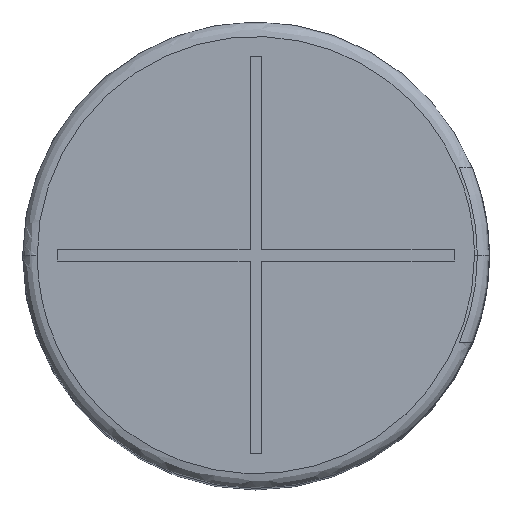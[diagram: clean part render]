
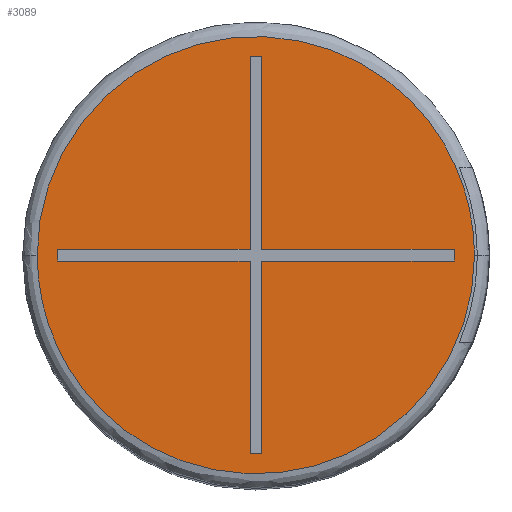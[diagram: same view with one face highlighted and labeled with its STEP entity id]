
A CAD part, top view. The second image highlights one B-rep face of the part: STEP entity #3089.
In plain terms, the highlighted planar face has unit normal (0, 0, 1).
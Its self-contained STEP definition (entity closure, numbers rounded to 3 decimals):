
#37 = VECTOR ( 'NONE', #2875, 1000. ) ;
#38 = CARTESIAN_POINT ( 'NONE',  ( 0., 6.8, 32. ) ) ;
#60 = CARTESIAN_POINT ( 'NONE',  ( -7.5, 15., 32. ) ) ;
#109 = LINE ( 'NONE', #2461, #4362 ) ;
#175 = EDGE_CURVE ( 'NONE', #3910, #1030, #3757, .T. ) ;
#206 = VERTEX_POINT ( 'NONE', #2466 ) ;
#236 = VECTOR ( 'NONE', #1374, 1000. ) ;
#239 = VECTOR ( 'NONE', #1800, 1000. ) ;
#253 = VECTOR ( 'NONE', #3548, 1000. ) ;
#254 = VERTEX_POINT ( 'NONE', #3952 ) ;
#270 = CARTESIAN_POINT ( 'NONE',  ( 0.2, 0., 32. ) ) ;
#316 = CARTESIAN_POINT ( 'NONE',  ( -6.8, 0.2, 32. ) ) ;
#324 = VERTEX_POINT ( 'NONE', #1613 ) ;
#368 = VERTEX_POINT ( 'NONE', #3558 ) ;
#422 = EDGE_CURVE ( 'NONE', #206, #254, #2034, .T. ) ;
#453 = CARTESIAN_POINT ( 'NONE',  ( -0.2, 0., 32. ) ) ;
#467 = CARTESIAN_POINT ( 'NONE',  ( 6.8, 0., 32. ) ) ;
#490 = CARTESIAN_POINT ( 'NONE',  ( -7.5, 0., 32. ) ) ;
#510 = DIRECTION ( 'NONE',  ( -1., 0., 0. ) ) ;
#527 = EDGE_CURVE ( 'NONE', #1030, #3910, #764, .T. ) ;
#588 = PLANE ( 'NONE',  #963 ) ;
#600 = LINE ( 'NONE', #270, #827 ) ;
#641 = VERTEX_POINT ( 'NONE', #316 ) ;
#663 = CARTESIAN_POINT ( 'NONE',  ( 0.2, 0., 32. ) ) ;
#727 = EDGE_LOOP ( 'NONE', ( #4331, #2801 ) ) ;
#764 =( BOUNDED_CURVE ( )  B_SPLINE_CURVE ( 3, ( #3075, #60, #1467, #2756 ),
 .UNSPECIFIED., .F., .T. ) 
 B_SPLINE_CURVE_WITH_KNOTS ( ( 4, 4 ),
 ( 0.5, 1. ),
 .UNSPECIFIED. ) 
 CURVE ( )  GEOMETRIC_REPRESENTATION_ITEM ( )  RATIONAL_B_SPLINE_CURVE ( ( 1., 0.333, 0.333, 1. ) ) 
 REPRESENTATION_ITEM ( '' )  );
#770 = VERTEX_POINT ( 'NONE', #3019 ) ;
#827 = VECTOR ( 'NONE', #2537, 1000. ) ;
#834 = LINE ( 'NONE', #3592, #253 ) ;
#840 = ORIENTED_EDGE ( 'NONE', *, *, #2928, .F. ) ;
#885 = FACE_BOUND ( 'NONE', #3524, .T. ) ;
#963 = AXIS2_PLACEMENT_3D ( 'NONE', #4012, #3641, #3292 ) ;
#972 = LINE ( 'NONE', #3538, #4156 ) ;
#1030 = VERTEX_POINT ( 'NONE', #4059 ) ;
#1054 = ORIENTED_EDGE ( 'NONE', *, *, #4146, .F. ) ;
#1074 = ORIENTED_EDGE ( 'NONE', *, *, #1094, .F. ) ;
#1094 = EDGE_CURVE ( 'NONE', #3024, #1333, #1422, .T. ) ;
#1144 = VERTEX_POINT ( 'NONE', #3489 ) ;
#1152 = CARTESIAN_POINT ( 'NONE',  ( 7.5, 0., 32. ) ) ;
#1264 = ORIENTED_EDGE ( 'NONE', *, *, #3219, .F. ) ;
#1328 = ORIENTED_EDGE ( 'NONE', *, *, #2644, .F. ) ;
#1333 = VERTEX_POINT ( 'NONE', #1448 ) ;
#1338 = ORIENTED_EDGE ( 'NONE', *, *, #2981, .F. ) ;
#1374 = DIRECTION ( 'NONE',  ( -1., 0., 0. ) ) ;
#1422 = LINE ( 'NONE', #467, #3187 ) ;
#1437 = ORIENTED_EDGE ( 'NONE', *, *, #2005, .F. ) ;
#1442 = CARTESIAN_POINT ( 'NONE',  ( 7.5, 0., 32. ) ) ;
#1448 = CARTESIAN_POINT ( 'NONE',  ( 6.8, 0.2, 32. ) ) ;
#1467 = CARTESIAN_POINT ( 'NONE',  ( 7.5, 15., 32. ) ) ;
#1492 = VERTEX_POINT ( 'NONE', #2856 ) ;
#1520 = VECTOR ( 'NONE', #3277, 1000. ) ;
#1535 = LINE ( 'NONE', #2188, #37 ) ;
#1613 = CARTESIAN_POINT ( 'NONE',  ( -0.2, -0.2, 32. ) ) ;
#1676 = DIRECTION ( 'NONE',  ( 0., 1., 0. ) ) ;
#1692 = EDGE_CURVE ( 'NONE', #324, #1144, #3409, .T. ) ;
#1800 = DIRECTION ( 'NONE',  ( 0., -1., 0. ) ) ;
#2005 = EDGE_CURVE ( 'NONE', #641, #3591, #4139, .T. ) ;
#2023 = CARTESIAN_POINT ( 'NONE',  ( -6.8, -0.2, 32. ) ) ;
#2034 = LINE ( 'NONE', #38, #236 ) ;
#2081 = ORIENTED_EDGE ( 'NONE', *, *, #3391, .F. ) ;
#2110 = DIRECTION ( 'NONE',  ( 0., 1., 0. ) ) ;
#2120 = ORIENTED_EDGE ( 'NONE', *, *, #4298, .F. ) ;
#2155 = CARTESIAN_POINT ( 'NONE',  ( 6.8, -0.2, 32. ) ) ;
#2188 = CARTESIAN_POINT ( 'NONE',  ( 0., -0.2, 32. ) ) ;
#2219 = FACE_OUTER_BOUND ( 'NONE', #727, .T. ) ;
#2268 = LINE ( 'NONE', #3192, #3207 ) ;
#2416 = DIRECTION ( 'NONE',  ( 0., -1., 0. ) ) ;
#2461 = CARTESIAN_POINT ( 'NONE',  ( 0., -6.8, 32. ) ) ;
#2463 = ORIENTED_EDGE ( 'NONE', *, *, #1692, .F. ) ;
#2466 = CARTESIAN_POINT ( 'NONE',  ( 0.2, 6.8, 32. ) ) ;
#2525 = EDGE_CURVE ( 'NONE', #3444, #641, #3976, .T. ) ;
#2537 = DIRECTION ( 'NONE',  ( 0., 1., 0. ) ) ;
#2644 = EDGE_CURVE ( 'NONE', #770, #3024, #1535, .T. ) ;
#2756 = CARTESIAN_POINT ( 'NONE',  ( 7.5, 0., 32. ) ) ;
#2801 = ORIENTED_EDGE ( 'NONE', *, *, #527, .F. ) ;
#2856 = CARTESIAN_POINT ( 'NONE',  ( 0.2, -6.8, 32. ) ) ;
#2865 = DIRECTION ( 'NONE',  ( 1., 0., 0. ) ) ;
#2875 = DIRECTION ( 'NONE',  ( 1., 0., 0. ) ) ;
#2928 = EDGE_CURVE ( 'NONE', #3591, #324, #2268, .T. ) ;
#2981 = EDGE_CURVE ( 'NONE', #368, #206, #4037, .T. ) ;
#3019 = CARTESIAN_POINT ( 'NONE',  ( 0.2, -0.2, 32. ) ) ;
#3024 = VERTEX_POINT ( 'NONE', #2155 ) ;
#3075 = CARTESIAN_POINT ( 'NONE',  ( -7.5, 0., 32. ) ) ;
#3089 = ADVANCED_FACE ( 'NONE', ( #885, #2219 ), #588, .F. ) ;
#3132 = VECTOR ( 'NONE', #2416, 1000. ) ;
#3187 = VECTOR ( 'NONE', #2110, 1000. ) ;
#3192 = CARTESIAN_POINT ( 'NONE',  ( 0., -0.2, 32. ) ) ;
#3202 = ORIENTED_EDGE ( 'NONE', *, *, #2525, .F. ) ;
#3207 = VECTOR ( 'NONE', #2865, 1000. ) ;
#3219 = EDGE_CURVE ( 'NONE', #254, #3444, #834, .T. ) ;
#3268 = VECTOR ( 'NONE', #1676, 1000. ) ;
#3277 = DIRECTION ( 'NONE',  ( -1., 0., 0. ) ) ;
#3292 = DIRECTION ( 'NONE',  ( 0., 1., 0. ) ) ;
#3391 = EDGE_CURVE ( 'NONE', #1333, #368, #972, .T. ) ;
#3409 = LINE ( 'NONE', #453, #239 ) ;
#3440 = CARTESIAN_POINT ( 'NONE',  ( -6.8, 0., 32. ) ) ;
#3444 = VERTEX_POINT ( 'NONE', #3690 ) ;
#3489 = CARTESIAN_POINT ( 'NONE',  ( -0.2, -6.8, 32. ) ) ;
#3524 = EDGE_LOOP ( 'NONE', ( #1328, #1054, #2120, #2463, #840, #1437, #3202, #1264, #3823, #1338, #2081, #1074 ) ) ;
#3537 = CARTESIAN_POINT ( 'NONE',  ( -7.5, -15., 32. ) ) ;
#3538 = CARTESIAN_POINT ( 'NONE',  ( 0., 0.2, 32. ) ) ;
#3548 = DIRECTION ( 'NONE',  ( 0., -1., 0. ) ) ;
#3558 = CARTESIAN_POINT ( 'NONE',  ( 0.2, 0.2, 32. ) ) ;
#3591 = VERTEX_POINT ( 'NONE', #2023 ) ;
#3592 = CARTESIAN_POINT ( 'NONE',  ( -0.2, 0., 32. ) ) ;
#3625 = CARTESIAN_POINT ( 'NONE',  ( 0., 0.2, 32. ) ) ;
#3641 = DIRECTION ( 'NONE',  ( 0., 0., -1. ) ) ;
#3690 = CARTESIAN_POINT ( 'NONE',  ( -0.2, 0.2, 32. ) ) ;
#3757 =( BOUNDED_CURVE ( )  B_SPLINE_CURVE ( 3, ( #1152, #4212, #3537, #490 ),
 .UNSPECIFIED., .F., .T. ) 
 B_SPLINE_CURVE_WITH_KNOTS ( ( 4, 4 ),
 ( 0., 0.5 ),
 .UNSPECIFIED. ) 
 CURVE ( )  GEOMETRIC_REPRESENTATION_ITEM ( )  RATIONAL_B_SPLINE_CURVE ( ( 1., 0.333, 0.333, 1. ) ) 
 REPRESENTATION_ITEM ( '' )  );
#3823 = ORIENTED_EDGE ( 'NONE', *, *, #422, .F. ) ;
#3910 = VERTEX_POINT ( 'NONE', #1442 ) ;
#3952 = CARTESIAN_POINT ( 'NONE',  ( -0.2, 6.8, 32. ) ) ;
#3976 = LINE ( 'NONE', #3625, #1520 ) ;
#4012 = CARTESIAN_POINT ( 'NONE',  ( 0., 0., 32. ) ) ;
#4037 = LINE ( 'NONE', #663, #3268 ) ;
#4059 = CARTESIAN_POINT ( 'NONE',  ( -7.5, 0., 32. ) ) ;
#4139 = LINE ( 'NONE', #3440, #3132 ) ;
#4146 = EDGE_CURVE ( 'NONE', #1492, #770, #600, .T. ) ;
#4156 = VECTOR ( 'NONE', #510, 1000. ) ;
#4172 = DIRECTION ( 'NONE',  ( 1., 0., 0. ) ) ;
#4212 = CARTESIAN_POINT ( 'NONE',  ( 7.5, -15., 32. ) ) ;
#4298 = EDGE_CURVE ( 'NONE', #1144, #1492, #109, .T. ) ;
#4331 = ORIENTED_EDGE ( 'NONE', *, *, #175, .F. ) ;
#4362 = VECTOR ( 'NONE', #4172, 1000. ) ;
